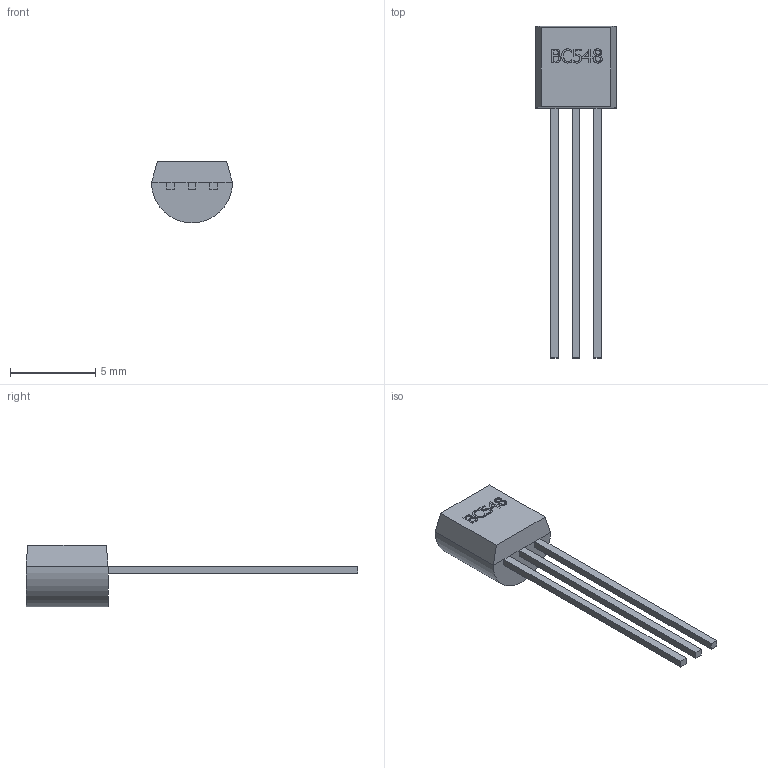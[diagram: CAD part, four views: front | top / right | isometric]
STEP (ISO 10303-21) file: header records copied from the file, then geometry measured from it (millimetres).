
FILE_DESCRIPTION (( 'STEP AP214' ), '1' );
FILE_NAME ('9009ED85-2D3D-4626-96CC-A4C6874BB390.STEP', '2022-10-01T03:40:37', ( '' ), ( '' ), 'SwSTEP 2.0', 'SolidWorks 2022', '' );
FILE_SCHEMA (( 'AUTOMOTIVE_DESIGN' ));
Length unit declared in the file: millimetre
Products named in the file (1): 9009ED85-2D3D-4626-96CC-A4C6874BB390
Bounding box: 4.76 x 19.52 x 3.62 mm (x, y, z)
Volume: 77.2 mm3; surface area: 172.8 mm2
Topology: 1 solids, 1 shells, 132 faces, 350 edges, 230 vertices
Faces by surface type: plane 69, bspline 62, cylinder 1
Entity records: 5854 total; most frequent: CARTESIAN_POINT 1519, ORIENTED_EDGE 700, DIRECTION 370, EDGE_CURVE 350, VERTEX_POINT 230, LINE 224, VECTOR 224, EDGE_LOOP 142
